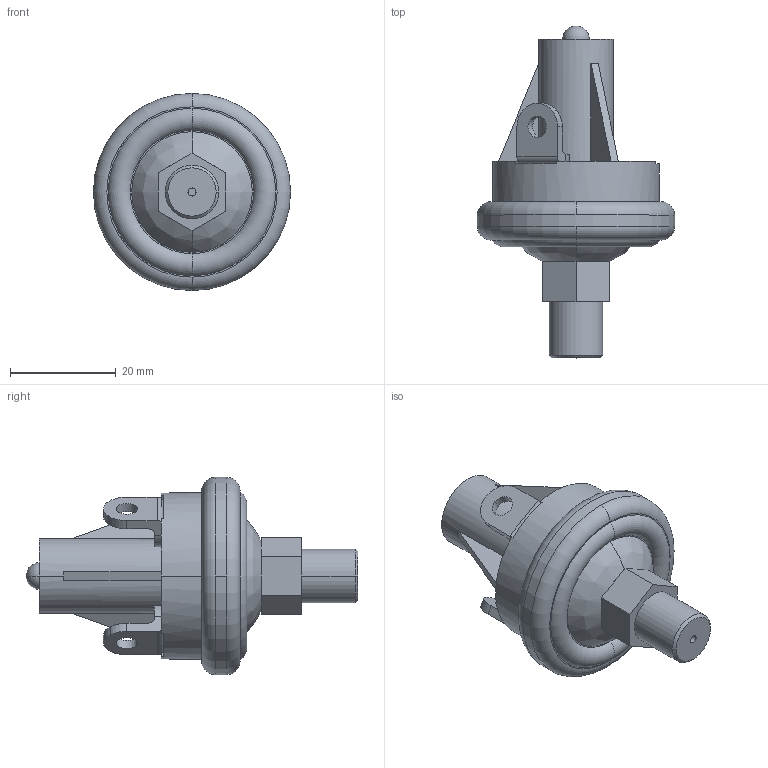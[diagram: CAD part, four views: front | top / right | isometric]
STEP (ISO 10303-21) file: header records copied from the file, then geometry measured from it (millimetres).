
FILE_DESCRIPTION((''),'2;1');
FILE_NAME('pressureswitch.stp','2002-01-15T19:13:31',('Administrator'),(''),'Autodesk Inventor (tm) 3.0','Autodesk Inventor (tm) 3.0','');
FILE_SCHEMA(('CONFIG_CONTROL_DESIGN'));
Length unit declared in the file: inch
Products named in the file (5): pressureswitch; pressureswitch1; pressureswitch2; pressureswitch3; pressureswitch4
Assembly tree (4 placements, depth 2):
  pressureswitch
    pressureswitch1
    pressureswitch2
    pressureswitch3
    pressureswitch4
Bounding box: 37.34 x 62.87 x 37.34 mm (x, y, z)
Volume: 21318.9 mm3; surface area: 8165.8 mm2
Topology: 4 solids, 4 shells, 119 faces, 311 edges, 203 vertices
Faces by surface type: plane 59, cylinder 48, torus 6, bspline 2, cone 2, sphere 2
Entity records: 4397 total; most frequent: CARTESIAN_POINT 720, DIRECTION 698, ORIENTED_EDGE 616, EDGE_CURVE 308, AXIS2_PLACEMENT_3D 270, VERTEX_POINT 202, VECTOR 158, LINE 158
